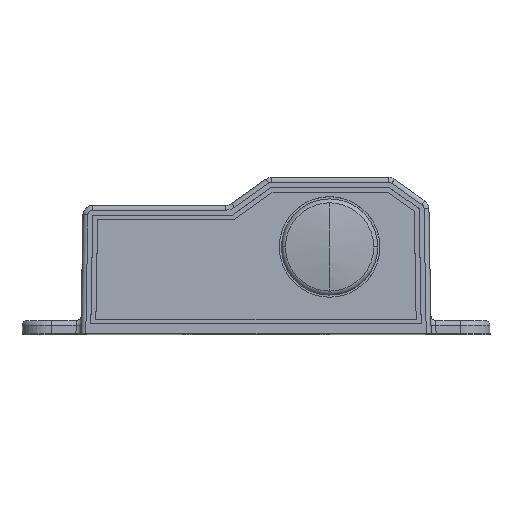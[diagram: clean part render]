
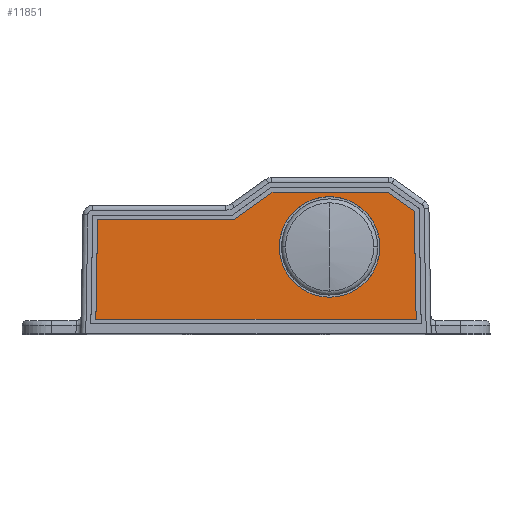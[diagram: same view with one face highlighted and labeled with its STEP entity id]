
A CAD part, top view. The second image highlights one B-rep face of the part: STEP entity #11851.
In plain terms, the highlighted planar face has unit normal (0, 0.018, 1).
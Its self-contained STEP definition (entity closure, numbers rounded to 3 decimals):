
#826 = ORIENTED_EDGE ( 'NONE', *, *, #10466, .F. ) ;
#856 = ORIENTED_EDGE ( 'NONE', *, *, #10468, .F. ) ;
#906 = ORIENTED_EDGE ( 'NONE', *, *, #10084, .F. ) ;
#1895 = CARTESIAN_POINT ( 'NONE',  ( 35.7, 23.2, 51.795 ) ) ;
#1896 = DIRECTION ( 'NONE',  ( 1., 0., 0. ) ) ;
#1897 = CARTESIAN_POINT ( 'NONE',  ( -32.675, 1.193, 52.179 ) ) ;
#1898 = DIRECTION ( 'NONE',  ( 0.017, 1., -0.017 ) ) ;
#1899 = CARTESIAN_POINT ( 'NONE',  ( 35.7, 3.013, 52.147 ) ) ;
#1900 = DIRECTION ( 'NONE',  ( -1., 0., 0. ) ) ;
#1901 = CARTESIAN_POINT ( 'NONE',  ( 32.696, -0.052, 52.201 ) ) ;
#1902 = DIRECTION ( 'NONE',  ( 0.017, -1., 0.017 ) ) ;
#1903 = CARTESIAN_POINT ( 'NONE',  ( 46.345, 14.935, 51.939 ) ) ;
#1904 = DIRECTION ( 'NONE',  ( 0.814, -0.58, 0.01 ) ) ;
#1905 = CARTESIAN_POINT ( 'NONE',  ( 35.7, 28.904, 51.695 ) ) ;
#1906 = DIRECTION ( 'NONE',  ( 1., 0., 0. ) ) ;
#1907 = CARTESIAN_POINT ( 'NONE',  ( 11.181, 34.402, 51.6 ) ) ;
#1908 = DIRECTION ( 'NONE',  ( 0.814, 0.58, -0.01 ) ) ;
#2692 = CARTESIAN_POINT ( 'NONE',  ( 15., 17.716, 51.891 ) ) ;
#2693 = DIRECTION ( 'NONE',  ( 0., 0.017, 1. ) ) ;
#2694 = DIRECTION ( 'NONE',  ( 0., -1., 0.017 ) ) ;
#2755 = CARTESIAN_POINT ( 'NONE',  ( 15., 17.716, 51.891 ) ) ;
#2756 = DIRECTION ( 'NONE',  ( 0., 0.017, 1. ) ) ;
#2757 = DIRECTION ( 'NONE',  ( 0., -1., 0.017 ) ) ;
#3003 = AXIS2_PLACEMENT_3D ( 'NONE', #2755, #2756, #2757 ) ;
#3905 = AXIS2_PLACEMENT_3D ( 'NONE', #2692, #2693, #2694 ) ;
#4021 = CARTESIAN_POINT ( 'NONE',  ( 15., 7.459, 52.07 ) ) ;
#4248 = CARTESIAN_POINT ( 'NONE',  ( 15., 27.972, 51.712 ) ) ;
#6057 = VERTEX_POINT ( 'NONE', #4248 ) ;
#6487 = VERTEX_POINT ( 'NONE', #4021 ) ;
#7369 = ORIENTED_EDGE ( 'NONE', *, *, #10463, .F. ) ;
#7506 = ORIENTED_EDGE ( 'NONE', *, *, #10467, .F. ) ;
#7764 = ORIENTED_EDGE ( 'NONE', *, *, #10105, .F. ) ;
#8137 = VERTEX_POINT ( 'NONE', #14029 ) ;
#8165 = ORIENTED_EDGE ( 'NONE', *, *, #10469, .F. ) ;
#8353 = ORIENTED_EDGE ( 'NONE', *, *, #10464, .F. ) ;
#8498 = ORIENTED_EDGE ( 'NONE', *, *, #10465, .F. ) ;
#8512 = VERTEX_POINT ( 'NONE', #13884 ) ;
#8550 = VERTEX_POINT ( 'NONE', #13856 ) ;
#8557 = VERTEX_POINT ( 'NONE', #13654 ) ;
#8588 = VERTEX_POINT ( 'NONE', #13820 ) ;
#8625 = VERTEX_POINT ( 'NONE', #13857 ) ;
#8631 = VERTEX_POINT ( 'NONE', #14008 ) ;
#10084 = EDGE_CURVE ( 'NONE', #6057, #6487, #18351, .T. ) ;
#10105 = EDGE_CURVE ( 'NONE', #6487, #6057, #18374, .T. ) ;
#10463 = EDGE_CURVE ( 'NONE', #8512, #8557, #18888, .T. ) ;
#10464 = EDGE_CURVE ( 'NONE', #8588, #8512, #18889, .T. ) ;
#10465 = EDGE_CURVE ( 'NONE', #8625, #8588, #18891, .T. ) ;
#10466 = EDGE_CURVE ( 'NONE', #8550, #8625, #18893, .T. ) ;
#10467 = EDGE_CURVE ( 'NONE', #8137, #8550, #18895, .T. ) ;
#10468 = EDGE_CURVE ( 'NONE', #8631, #8137, #18897, .T. ) ;
#10469 = EDGE_CURVE ( 'NONE', #8557, #8631, #18899, .T. ) ;
#11851 = ADVANCED_FACE ( 'NONE', ( #19307, #19312 ), #13338, .T. ) ;
#13337 = CARTESIAN_POINT ( 'NONE',  ( 35.7, 0., 52.2 ) ) ;
#13338 = PLANE ( 'NONE',  #18167 ) ;
#13343 = DIRECTION ( 'NONE',  ( 0., 0.017, 1. ) ) ;
#13344 = DIRECTION ( 'NONE',  ( 0., -1., 0.017 ) ) ;
#13654 = CARTESIAN_POINT ( 'NONE',  ( -4.541, 23.2, 51.795 ) ) ;
#13820 = CARTESIAN_POINT ( 'NONE',  ( -32.643, 3.013, 52.147 ) ) ;
#13856 = CARTESIAN_POINT ( 'NONE',  ( 32.259, 24.971, 51.764 ) ) ;
#13857 = CARTESIAN_POINT ( 'NONE',  ( 32.643, 3.013, 52.147 ) ) ;
#13884 = CARTESIAN_POINT ( 'NONE',  ( -32.29, 23.2, 51.795 ) ) ;
#14008 = CARTESIAN_POINT ( 'NONE',  ( 3.466, 28.904, 51.695 ) ) ;
#14029 = CARTESIAN_POINT ( 'NONE',  ( 26.739, 28.904, 51.695 ) ) ;
#17636 = EDGE_LOOP ( 'NONE', ( #7764, #906 ) ) ;
#17778 = EDGE_LOOP ( 'NONE', ( #7369, #8353, #8498, #826, #7506, #856, #8165 ) ) ;
#18167 = AXIS2_PLACEMENT_3D ( 'NONE', #13337, #13343, #13344 ) ;
#18351 = CIRCLE ( 'NONE', #3905, 10.258 ) ;
#18374 = CIRCLE ( 'NONE', #3003, 10.258 ) ;
#18888 = LINE ( 'NONE', #1895, #18890 ) ;
#18889 = LINE ( 'NONE', #1897, #18892 ) ;
#18890 = VECTOR ( 'NONE', #1896, 1000. ) ;
#18891 = LINE ( 'NONE', #1899, #18894 ) ;
#18892 = VECTOR ( 'NONE', #1898, 1000. ) ;
#18893 = LINE ( 'NONE', #1901, #18896 ) ;
#18894 = VECTOR ( 'NONE', #1900, 1000. ) ;
#18895 = LINE ( 'NONE', #1903, #18898 ) ;
#18896 = VECTOR ( 'NONE', #1902, 1000. ) ;
#18897 = LINE ( 'NONE', #1905, #18900 ) ;
#18898 = VECTOR ( 'NONE', #1904, 1000. ) ;
#18899 = LINE ( 'NONE', #1907, #18901 ) ;
#18900 = VECTOR ( 'NONE', #1906, 1000. ) ;
#18901 = VECTOR ( 'NONE', #1908, 1000. ) ;
#19307 = FACE_BOUND ( 'NONE', #17636, .T. ) ;
#19312 = FACE_OUTER_BOUND ( 'NONE', #17778, .T. ) ;
